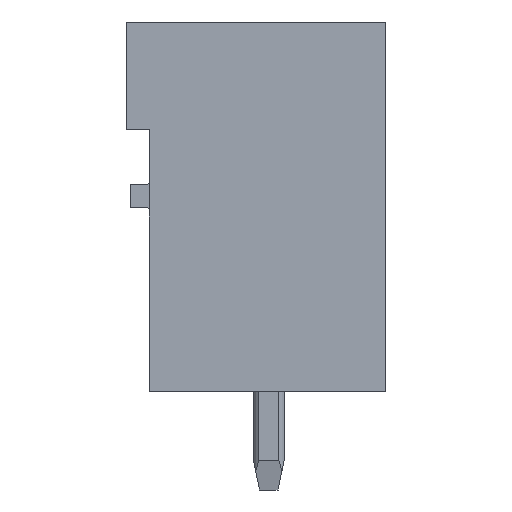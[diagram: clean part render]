
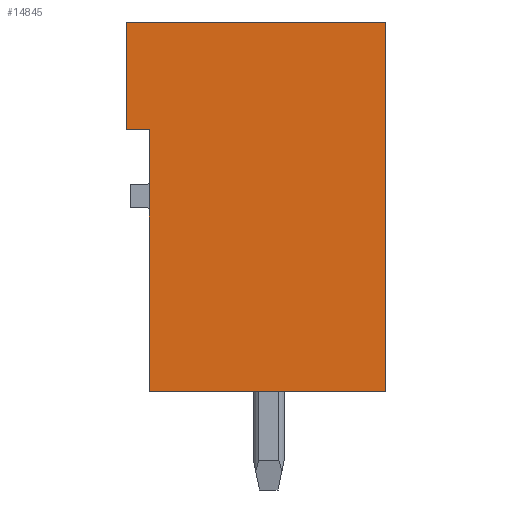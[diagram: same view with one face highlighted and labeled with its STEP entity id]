
A CAD part, left-side view. The second image highlights one B-rep face of the part: STEP entity #14845.
In plain terms, the highlighted planar face has unit normal (-1, 0, 0).
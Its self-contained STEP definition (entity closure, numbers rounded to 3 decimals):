
#14835=AXIS2_PLACEMENT_3D('Plane Axis2P3D',#14832,#14833,#14834) ;
#49=CARTESIAN_POINT('Vertex',(0.,0.,15.2)) ;
#52=CARTESIAN_POINT('Line Origine',(0.,0.,9.2)) ;
#56=CARTESIAN_POINT('Vertex',(0.,0.,3.2)) ;
#151=CARTESIAN_POINT('Vertex',(0.,8.43,15.2)) ;
#154=CARTESIAN_POINT('Line Origine',(0.,4.215,15.2)) ;
#2499=CARTESIAN_POINT('Vertex',(0.,8.43,11.7)) ;
#2502=CARTESIAN_POINT('Line Origine',(0.,8.43,13.45)) ;
#3404=CARTESIAN_POINT('Vertex',(0.,7.68,3.2)) ;
#3407=CARTESIAN_POINT('Line Origine',(0.,7.68,7.45)) ;
#3411=CARTESIAN_POINT('Vertex',(0.,7.68,11.7)) ;
#3856=CARTESIAN_POINT('Line Origine',(0.,3.84,3.2)) ;
#14780=CARTESIAN_POINT('Line Origine',(0.,8.055,11.7)) ;
#14832=CARTESIAN_POINT('Axis2P3D Location',(0.,0.,0.)) ;
#53=DIRECTION('Vector Direction',(0.,0.,-1.)) ;
#155=DIRECTION('Vector Direction',(0.,-1.,0.)) ;
#2503=DIRECTION('Vector Direction',(0.,0.,-1.)) ;
#3408=DIRECTION('Vector Direction',(0.,0.,-1.)) ;
#3857=DIRECTION('Vector Direction',(0.,1.,0.)) ;
#14781=DIRECTION('Vector Direction',(0.,-1.,0.)) ;
#14833=DIRECTION('Axis2P3D Direction',(-1.,0.,0.)) ;
#14834=DIRECTION('Axis2P3D XDirection',(0.,0.,1.)) ;
#54=VECTOR('Line Direction',#53,1.) ;
#156=VECTOR('Line Direction',#155,1.) ;
#2504=VECTOR('Line Direction',#2503,1.) ;
#3409=VECTOR('Line Direction',#3408,1.) ;
#3858=VECTOR('Line Direction',#3857,1.) ;
#14782=VECTOR('Line Direction',#14781,1.) ;
#14838=ORIENTED_EDGE('',*,*,#158,.T.) ;
#14839=ORIENTED_EDGE('',*,*,#2506,.T.) ;
#14840=ORIENTED_EDGE('',*,*,#14784,.T.) ;
#14841=ORIENTED_EDGE('',*,*,#3413,.T.) ;
#14842=ORIENTED_EDGE('',*,*,#3860,.T.) ;
#14843=ORIENTED_EDGE('',*,*,#58,.T.) ;
#14845=ADVANCED_FACE('HOUSING',(#14844),#14836,.T.) ;
#58=EDGE_CURVE('',#57,#50,#55,.F.) ;
#158=EDGE_CURVE('',#50,#152,#157,.F.) ;
#2506=EDGE_CURVE('',#152,#2500,#2505,.T.) ;
#3413=EDGE_CURVE('',#3412,#3405,#3410,.T.) ;
#3860=EDGE_CURVE('',#3405,#57,#3859,.F.) ;
#14784=EDGE_CURVE('',#2500,#3412,#14783,.T.) ;
#14837=EDGE_LOOP('',(#14838,#14839,#14840,#14841,#14842,#14843)) ;
#14844=FACE_OUTER_BOUND('',#14837,.T.) ;
#55=LINE('Line',#52,#54) ;
#157=LINE('Line',#154,#156) ;
#2505=LINE('Line',#2502,#2504) ;
#3410=LINE('Line',#3407,#3409) ;
#3859=LINE('Line',#3856,#3858) ;
#14783=LINE('Line',#14780,#14782) ;
#14836=PLANE('',#14835) ;
#50=VERTEX_POINT('',#49) ;
#57=VERTEX_POINT('',#56) ;
#152=VERTEX_POINT('',#151) ;
#2500=VERTEX_POINT('',#2499) ;
#3405=VERTEX_POINT('',#3404) ;
#3412=VERTEX_POINT('',#3411) ;
